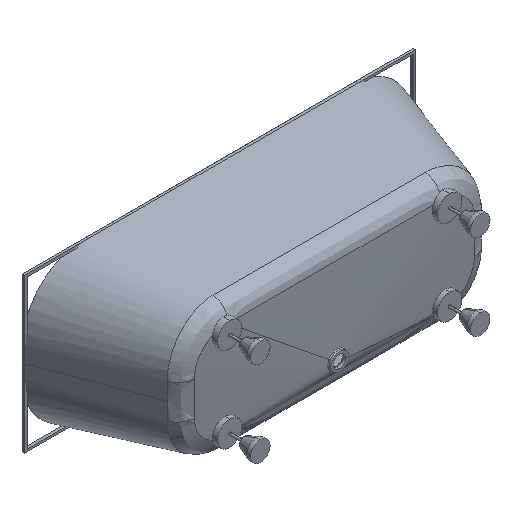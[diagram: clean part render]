
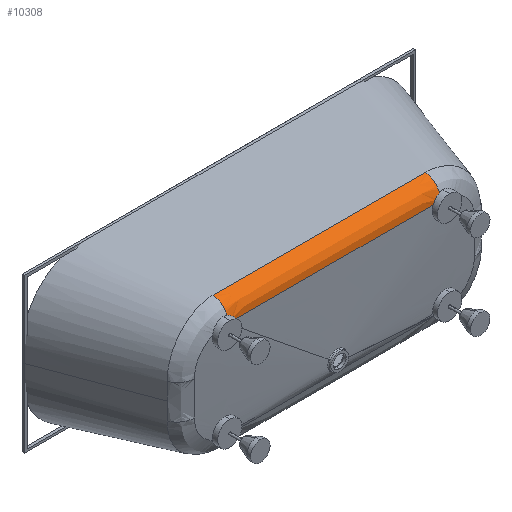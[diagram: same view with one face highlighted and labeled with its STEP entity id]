
A CAD part, isometric view. The second image highlights one B-rep face of the part: STEP entity #10308.
In plain terms, the highlighted free-form (B-spline) face has degree [3, 2] with [4, 3] control points.
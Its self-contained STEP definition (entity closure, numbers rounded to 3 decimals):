
#62 = CARTESIAN_POINT ( 'NONE',  ( 408.434, -477.732, 202.803 ) ) ;
#112 = CARTESIAN_POINT ( 'NONE',  ( -435., -408., 196.638 ) ) ;
#407 = CARTESIAN_POINT ( 'NONE',  ( 405.016, -478., 196.828 ) ) ;
#714 = CARTESIAN_POINT ( 'NONE',  ( -419.926, -475.563, 215.086 ) ) ;
#1199 = CARTESIAN_POINT ( 'NONE',  ( -145., -478., 258.894 ) ) ;
#1201 = AXIS2_PLACEMENT_3D ( 'NONE', #112, #8252, #16401 ) ;
#1666 = CARTESIAN_POINT ( 'NONE',  ( -295., -416.17, 266.16 ) ) ;
#1791 = DIRECTION ( 'NONE',  ( 1., 0., 0. ) ) ;
#2046 = CARTESIAN_POINT ( 'NONE',  ( 412.515, -477.081, 208.263 ) ) ;
#2315 = CARTESIAN_POINT ( 'NONE',  ( 435., -472.969, 222.697 ) ) ;
#2708 = CARTESIAN_POINT ( 'NONE',  ( -414.876, -476.597, 210.596 ) ) ;
#2976 = VERTEX_POINT ( 'NONE', #9036 ) ;
#3193 = CARTESIAN_POINT ( 'NONE',  ( 145., -478., 258.894 ) ) ;
#3260 = CARTESIAN_POINT ( 'NONE',  ( -435., -416.17, 266.16 ) ) ;
#3654 = CARTESIAN_POINT ( 'NONE',  ( -435., -416.17, 266.16 ) ) ;
#4046 = CARTESIAN_POINT ( 'NONE',  ( 418.691, -475.817, 213.993 ) ) ;
#4420 = EDGE_CURVE ( 'NONE', #2976, #11905, #13028, .T. ) ;
#4712 = CARTESIAN_POINT ( 'NONE',  ( -411.413, -477.265, 206.842 ) ) ;
#4842 = CARTESIAN_POINT ( 'NONE',  ( -433.367, -473.175, 222.183 ) ) ;
#5036 = AXIS2_PLACEMENT_3D ( 'NONE', #20082, #1791, #9941 ) ;
#5198 = CARTESIAN_POINT ( 'NONE',  ( 435., -478., 258.894 ) ) ;
#6060 = CARTESIAN_POINT ( 'NONE',  ( 422.803, -474.984, 216.991 ) ) ;
#6192 = CARTESIAN_POINT ( 'NONE',  ( 405.016, -478., 196.828 ) ) ;
#6534 = CARTESIAN_POINT ( 'NONE',  ( -405.016, -478., 196.828 ) ) ;
#6720 = CARTESIAN_POINT ( 'NONE',  ( -405.016, -478., 196.828 ) ) ;
#6773 = ORIENTED_EDGE ( 'NONE', *, *, #18947, .F. ) ;
#6850 = CARTESIAN_POINT ( 'NONE',  ( -428.659, -473.908, 220.225 ) ) ;
#7041 = EDGE_CURVE ( 'NONE', #18721, #12739, #12714, .T. ) ;
#7206 = FACE_OUTER_BOUND ( 'NONE', #11463, .T. ) ;
#7342 = CARTESIAN_POINT ( 'NONE',  ( -435., -478., 196.638 ) ) ;
#7809 = CARTESIAN_POINT ( 'NONE',  ( 321.667, -416.17, 266.16 ) ) ;
#7995 = B_SPLINE_CURVE_WITH_KNOTS ( 'NONE', 3,
 ( #26321, #8076, #16225, #24331, #6060, #14217, #22332, #4046, #12202, #20337, #2046, #10199, #18333, #62, #8204, #16351, #24461, #6192 ),
 .UNSPECIFIED., .F., .F.,
 ( 4, 2, 2, 2, 2, 2, 2, 2, 4 ),
 ( 0., 0.01, 0.015, 0.018, 0.02, 0.031, 0.033, 0.036, 0.041 ),
 .UNSPECIFIED. ) ;
#8076 = CARTESIAN_POINT ( 'NONE',  ( 431.731, -473.381, 221.669 ) ) ;
#8204 = CARTESIAN_POINT ( 'NONE',  ( 407.961, -477.792, 202.082 ) ) ;
#8252 = DIRECTION ( 'NONE',  ( 1., 0., 0. ) ) ;
#8552 = CARTESIAN_POINT ( 'NONE',  ( 270.011, -478., 196.832 ) ) ;
#8858 = CARTESIAN_POINT ( 'NONE',  ( -422.678, -474.992, 217.012 ) ) ;
#9036 = CARTESIAN_POINT ( 'NONE',  ( 405.016, -478., 196.828 ) ) ;
#9348 = CARTESIAN_POINT ( 'NONE',  ( -145., -478., 196.638 ) ) ;
#9814 = CARTESIAN_POINT ( 'NONE',  ( -108.333, -416.17, 266.16 ) ) ;
#9941 = DIRECTION ( 'NONE',  ( 0., 1., 0. ) ) ;
#9996 = B_SPLINE_CURVE_WITH_KNOTS ( 'NONE', 3,
 ( #3654, #11810, #19953, #1666, #9814, #17948, #26064, #7809, #15958, #24065 ),
 .UNSPECIFIED., .F., .F.,
 ( 4, 3, 3, 4 ),
 ( 0., 0.14, 0.7, 0.87 ),
 .UNSPECIFIED. ) ;
#10039 = ORIENTED_EDGE ( 'NONE', *, *, #11635, .F. ) ;
#10199 = CARTESIAN_POINT ( 'NONE',  ( 409.917, -477.514, 204.901 ) ) ;
#10308 = ADVANCED_FACE ( 'NONE', ( #7206 ), #22951, .T. ) ;
#10428 = ORIENTED_EDGE ( 'NONE', *, *, #11708, .F. ) ;
#10857 = CARTESIAN_POINT ( 'NONE',  ( -416.104, -476.348, 211.767 ) ) ;
#11252 = CARTESIAN_POINT ( 'NONE',  ( 435., -416.17, 266.16 ) ) ;
#11348 = CARTESIAN_POINT ( 'NONE',  ( 145., -478., 196.638 ) ) ;
#11463 = EDGE_LOOP ( 'NONE', ( #16319, #20875, #10428, #10039, #15138, #6773 ) ) ;
#11635 = EDGE_CURVE ( 'NONE', #18721, #15304, #9996, .T. ) ;
#11708 = EDGE_CURVE ( 'NONE', #15304, #12322, #16573, .T. ) ;
#11810 = CARTESIAN_POINT ( 'NONE',  ( -388.333, -416.17, 266.16 ) ) ;
#11905 = VERTEX_POINT ( 'NONE', #14084 ) ;
#11961 = EDGE_CURVE ( 'NONE', #12322, #2976, #7995, .T. ) ;
#12192 = CARTESIAN_POINT ( 'NONE',  ( -435., -472.969, 222.697 ) ) ;
#12202 = CARTESIAN_POINT ( 'NONE',  ( 418.035, -475.952, 213.457 ) ) ;
#12322 = VERTEX_POINT ( 'NONE', #2315 ) ;
#12714 = CIRCLE ( 'NONE', #1201, 70. ) ;
#12739 = VERTEX_POINT ( 'NONE', #12192 ) ;
#12862 = CARTESIAN_POINT ( 'NONE',  ( -412.515, -477.061, 208.133 ) ) ;
#12995 = CARTESIAN_POINT ( 'NONE',  ( -435., -472.969, 222.697 ) ) ;
#13028 = B_SPLINE_CURVE_WITH_KNOTS ( 'NONE', 3,
 ( #407, #8552, #16689, #24803, #6534 ),
 .UNSPECIFIED., .F., .F.,
 ( 4, 1, 4 ),
 ( 0.03, 0.435, 0.84 ),
 .UNSPECIFIED. ) ;
#13358 = CARTESIAN_POINT ( 'NONE',  ( 435., -478., 196.638 ) ) ;
#14084 = CARTESIAN_POINT ( 'NONE',  ( -405.016, -478., 196.828 ) ) ;
#14187 = B_SPLINE_CURVE_WITH_KNOTS ( 'NONE', 3,
 ( #6720, #14870, #22988, #4712, #12862, #20995, #2708, #10857, #18991, #714, #8858, #17000, #25120, #6850, #15002, #23124, #4842, #12995 ),
 .UNSPECIFIED., .F., .F.,
 ( 4, 2, 2, 2, 2, 2, 2, 2, 4 ),
 ( 0., 0.01, 0.016, 0.018, 0.021, 0.031, 0.033, 0.036, 0.041 ),
 .UNSPECIFIED. ) ;
#14217 = CARTESIAN_POINT ( 'NONE',  ( 420.719, -475.402, 215.538 ) ) ;
#14870 = CARTESIAN_POINT ( 'NONE',  ( -406.523, -477.991, 199.932 ) ) ;
#15002 = CARTESIAN_POINT ( 'NONE',  ( -429.43, -473.779, 220.581 ) ) ;
#15138 = ORIENTED_EDGE ( 'NONE', *, *, #7041, .T. ) ;
#15304 = VERTEX_POINT ( 'NONE', #11252 ) ;
#15958 = CARTESIAN_POINT ( 'NONE',  ( 378.333, -416.17, 266.16 ) ) ;
#16225 = CARTESIAN_POINT ( 'NONE',  ( 428.637, -473.891, 220.331 ) ) ;
#16319 = ORIENTED_EDGE ( 'NONE', *, *, #4420, .F. ) ;
#16351 = CARTESIAN_POINT ( 'NONE',  ( 406.6, -477.94, 199.888 ) ) ;
#16401 = DIRECTION ( 'NONE',  ( 0., 0., -1. ) ) ;
#16573 = CIRCLE ( 'NONE', #5036, 70. ) ;
#16689 = CARTESIAN_POINT ( 'NONE',  ( 0., -478., 196.84 ) ) ;
#17000 = CARTESIAN_POINT ( 'NONE',  ( -426.378, -474.308, 219.077 ) ) ;
#17487 = CARTESIAN_POINT ( 'NONE',  ( -435., -416.17, 266.16 ) ) ;
#17948 = CARTESIAN_POINT ( 'NONE',  ( 78.333, -416.17, 266.16 ) ) ;
#18333 = CARTESIAN_POINT ( 'NONE',  ( 409.412, -477.593, 204.212 ) ) ;
#18721 = VERTEX_POINT ( 'NONE', #3260 ) ;
#18947 = EDGE_CURVE ( 'NONE', #11905, #12739, #14187, .T. ) ;
#18991 = CARTESIAN_POINT ( 'NONE',  ( -416.731, -476.22, 212.335 ) ) ;
#19487 = CARTESIAN_POINT ( 'NONE',  ( -145., -416.17, 266.16 ) ) ;
#19953 = CARTESIAN_POINT ( 'NONE',  ( -341.667, -416.17, 266.16 ) ) ;
#20082 = CARTESIAN_POINT ( 'NONE',  ( 435., -408., 196.638 ) ) ;
#20337 = CARTESIAN_POINT ( 'NONE',  ( 414.834, -476.61, 210.704 ) ) ;
#20875 = ORIENTED_EDGE ( 'NONE', *, *, #11961, .F. ) ;
#20995 = CARTESIAN_POINT ( 'NONE',  ( -414.273, -476.718, 209.99 ) ) ;
#21484 = CARTESIAN_POINT ( 'NONE',  ( 145., -416.17, 266.16 ) ) ;
#22332 = CARTESIAN_POINT ( 'NONE',  ( 420.033, -475.542, 215.034 ) ) ;
#22951 =( BOUNDED_SURFACE ( )  B_SPLINE_SURFACE ( 3, 2, ( 
 ( #23477, #5198, #13358 ),
 ( #21484, #3193, #11348 ),
 ( #19487, #1199, #9348 ),
 ( #17487, #25605, #7342 ) ),
 .UNSPECIFIED., .F., .F., .T. ) 
 B_SPLINE_SURFACE_WITH_KNOTS ( ( 4, 4 ),
 ( 3, 3 ),
 ( 0., 0.87 ),
 ( 0., 1. ),
 .UNSPECIFIED. ) 
 GEOMETRIC_REPRESENTATION_ITEM ( )  RATIONAL_B_SPLINE_SURFACE ( (
 ( 1., 0.747, 1.),
 ( 1., 0.747, 1.),
 ( 1., 0.747, 1.),
 ( 1., 0.747, 1.) ) ) 
 REPRESENTATION_ITEM ( '' )  SURFACE ( )  );
#22988 = CARTESIAN_POINT ( 'NONE',  ( -408.315, -477.779, 202.818 ) ) ;
#23124 = CARTESIAN_POINT ( 'NONE',  ( -431.771, -473.406, 221.59 ) ) ;
#23477 = CARTESIAN_POINT ( 'NONE',  ( 435., -416.17, 266.16 ) ) ;
#24065 = CARTESIAN_POINT ( 'NONE',  ( 435., -416.17, 266.16 ) ) ;
#24331 = CARTESIAN_POINT ( 'NONE',  ( 424.232, -474.704, 217.882 ) ) ;
#24461 = CARTESIAN_POINT ( 'NONE',  ( 405.77, -477.996, 198.381 ) ) ;
#24803 = CARTESIAN_POINT ( 'NONE',  ( -270.011, -478., 196.832 ) ) ;
#25120 = CARTESIAN_POINT ( 'NONE',  ( -427.133, -474.172, 219.473 ) ) ;
#25605 = CARTESIAN_POINT ( 'NONE',  ( -435., -478., 258.894 ) ) ;
#26064 = CARTESIAN_POINT ( 'NONE',  ( 265., -416.17, 266.16 ) ) ;
#26321 = CARTESIAN_POINT ( 'NONE',  ( 435., -472.969, 222.697 ) ) ;
